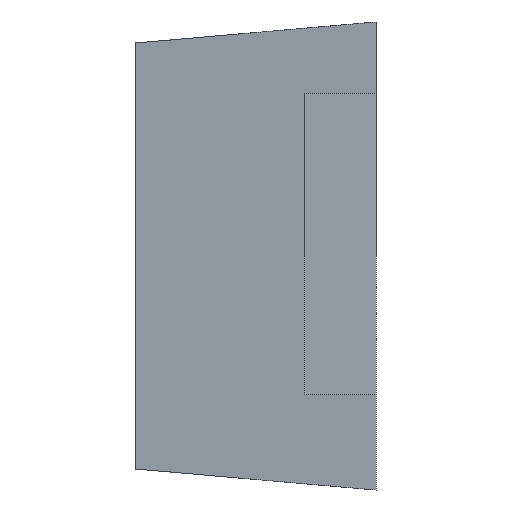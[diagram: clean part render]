
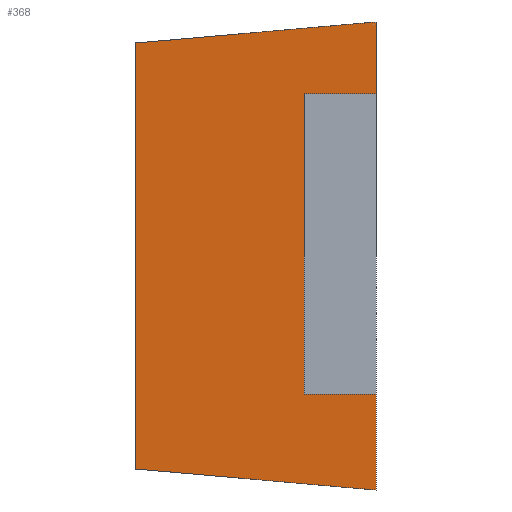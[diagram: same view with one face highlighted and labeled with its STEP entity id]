
A CAD part, left-side view. The second image highlights one B-rep face of the part: STEP entity #368.
In plain terms, the highlighted planar face has unit normal (-0.996, 0.087, 0).
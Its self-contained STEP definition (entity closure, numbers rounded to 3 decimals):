
#1 = VERTEX_POINT ( 'NONE', #86 ) ;
#13 = VECTOR ( 'NONE', #378, 1000. ) ;
#19 = CARTESIAN_POINT ( 'NONE',  ( -1.474, 0.3, -0.575 ) ) ;
#25 = ORIENTED_EDGE ( 'NONE', *, *, #390, .T. ) ;
#33 = ORIENTED_EDGE ( 'NONE', *, *, #924, .F. ) ;
#52 = LINE ( 'NONE', #487, #134 ) ;
#56 = VECTOR ( 'NONE', #276, 1000. ) ;
#66 = LINE ( 'NONE', #967, #56 ) ;
#77 = EDGE_CURVE ( 'NONE', #418, #109, #938, .T. ) ;
#80 = DIRECTION ( 'NONE',  ( 0., 0., -1. ) ) ;
#86 = CARTESIAN_POINT ( 'NONE',  ( -1.5, 0., 0.675 ) ) ;
#109 = VERTEX_POINT ( 'NONE', #505 ) ;
#128 = DIRECTION ( 'NONE',  ( -0.087, -0.996, 0. ) ) ;
#134 = VECTOR ( 'NONE', #787, 1000. ) ;
#163 = EDGE_CURVE ( 'NONE', #260, #176, #662, .T. ) ;
#175 = VECTOR ( 'NONE', #362, 1000. ) ;
#176 = VERTEX_POINT ( 'NONE', #724 ) ;
#184 = CARTESIAN_POINT ( 'NONE',  ( -1.413, 1., -0.888 ) ) ;
#206 = CARTESIAN_POINT ( 'NONE',  ( -1.413, 1., 0.888 ) ) ;
#216 = VECTOR ( 'NONE', #80, 1000. ) ;
#234 = ORIENTED_EDGE ( 'NONE', *, *, #573, .T. ) ;
#249 = ORIENTED_EDGE ( 'NONE', *, *, #621, .T. ) ;
#259 = DIRECTION ( 'NONE',  ( -0.087, -0.992, -0.087 ) ) ;
#260 = VERTEX_POINT ( 'NONE', #206 ) ;
#267 = EDGE_CURVE ( 'NONE', #377, #260, #66, .T. ) ;
#276 = DIRECTION ( 'NONE',  ( 0., 0., 1. ) ) ;
#332 = ORIENTED_EDGE ( 'NONE', *, *, #267, .F. ) ;
#341 = CARTESIAN_POINT ( 'NONE',  ( -1.5, 0., -0.975 ) ) ;
#345 = AXIS2_PLACEMENT_3D ( 'NONE', #865, #579, #128 ) ;
#362 = DIRECTION ( 'NONE',  ( 0., 0., 1. ) ) ;
#368 = ADVANCED_FACE ( 'NONE', ( #965 ), #583, .T. ) ;
#377 = VERTEX_POINT ( 'NONE', #184 ) ;
#378 = DIRECTION ( 'NONE',  ( -0.087, -0.996, 0. ) ) ;
#379 = CARTESIAN_POINT ( 'NONE',  ( -1.474, 0.3, -0.975 ) ) ;
#390 = EDGE_CURVE ( 'NONE', #1, #176, #52, .T. ) ;
#406 = VERTEX_POINT ( 'NONE', #499 ) ;
#411 = LINE ( 'NONE', #421, #500 ) ;
#418 = VERTEX_POINT ( 'NONE', #341 ) ;
#421 = CARTESIAN_POINT ( 'NONE',  ( -1.5, 0., -0.575 ) ) ;
#487 = CARTESIAN_POINT ( 'NONE',  ( -1.5, 0., -0.975 ) ) ;
#499 = CARTESIAN_POINT ( 'NONE',  ( -1.474, 0.3, 0.675 ) ) ;
#500 = VECTOR ( 'NONE', #572, 1000. ) ;
#505 = CARTESIAN_POINT ( 'NONE',  ( -1.5, 0., -0.575 ) ) ;
#520 = EDGE_CURVE ( 'NONE', #406, #1, #761, .T. ) ;
#521 = DIRECTION ( 'NONE',  ( -0.087, -0.992, 0.087 ) ) ;
#547 = VERTEX_POINT ( 'NONE', #19 ) ;
#559 = CARTESIAN_POINT ( 'NONE',  ( -1.5, 0., -0.975 ) ) ;
#572 = DIRECTION ( 'NONE',  ( 0.087, 0.996, 0. ) ) ;
#573 = EDGE_CURVE ( 'NONE', #377, #418, #630, .T. ) ;
#579 = DIRECTION ( 'NONE',  ( -0.996, 0.087, 0. ) ) ;
#583 = PLANE ( 'NONE',  #345 ) ;
#596 = CARTESIAN_POINT ( 'NONE',  ( -1.5, 0., 0.975 ) ) ;
#621 = EDGE_CURVE ( 'NONE', #109, #547, #411, .T. ) ;
#630 = LINE ( 'NONE', #559, #873 ) ;
#641 = ORIENTED_EDGE ( 'NONE', *, *, #163, .F. ) ;
#662 = LINE ( 'NONE', #596, #945 ) ;
#671 = EDGE_LOOP ( 'NONE', ( #33, #769, #25, #641, #332, #234, #687, #249 ) ) ;
#687 = ORIENTED_EDGE ( 'NONE', *, *, #77, .T. ) ;
#700 = CARTESIAN_POINT ( 'NONE',  ( -1.5, 0., 0.675 ) ) ;
#724 = CARTESIAN_POINT ( 'NONE',  ( -1.5, 0., 0.975 ) ) ;
#761 = LINE ( 'NONE', #700, #13 ) ;
#769 = ORIENTED_EDGE ( 'NONE', *, *, #520, .T. ) ;
#787 = DIRECTION ( 'NONE',  ( 0., 0., 1. ) ) ;
#865 = CARTESIAN_POINT ( 'NONE',  ( -1.5, 0., -0.975 ) ) ;
#873 = VECTOR ( 'NONE', #259, 1000. ) ;
#894 = CARTESIAN_POINT ( 'NONE',  ( -1.5, 0., -0.975 ) ) ;
#896 = LINE ( 'NONE', #379, #216 ) ;
#924 = EDGE_CURVE ( 'NONE', #406, #547, #896, .T. ) ;
#938 = LINE ( 'NONE', #894, #175 ) ;
#945 = VECTOR ( 'NONE', #521, 1000. ) ;
#965 = FACE_OUTER_BOUND ( 'NONE', #671, .T. ) ;
#967 = CARTESIAN_POINT ( 'NONE',  ( -1.413, 1., -0.975 ) ) ;
